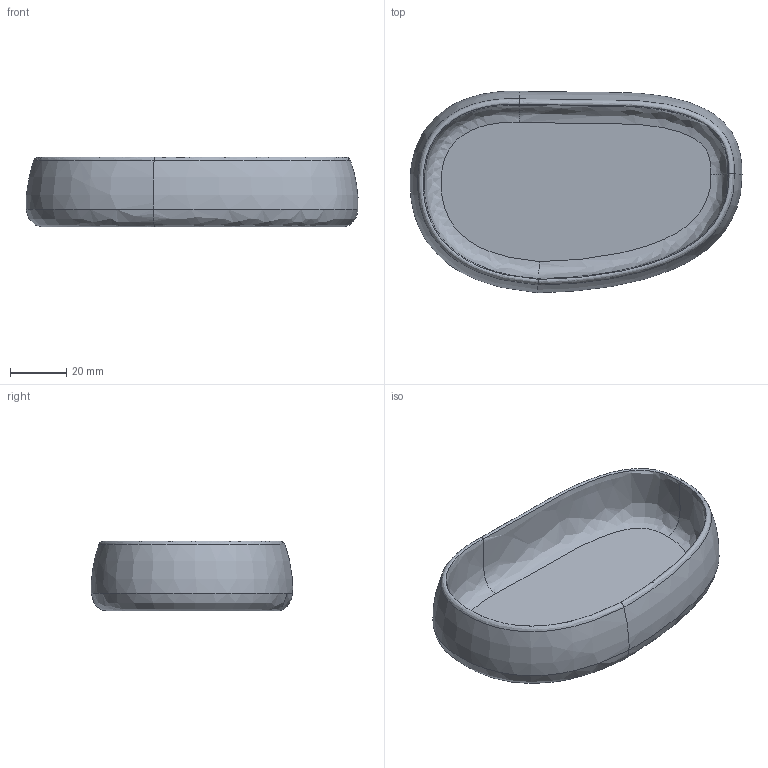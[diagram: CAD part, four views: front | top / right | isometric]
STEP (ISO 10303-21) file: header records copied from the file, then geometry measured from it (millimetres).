
FILE_DESCRIPTION(/* description */ ('STEP AP214'),/* implementation_level */ '2;1');
FILE_NAME(/* name */ '00203-P01-01_Galet_Small.stp',/* time_stamp */ '2020-11-19T15:07:24+01:00',/* author */ ('SørenNielsen'),/* organization */ (''),/* preprocessor_version */ 'ST-DEVELOPER v18.1',/* originating_system */ 'Autodesk Inventor 2021',/* authorisation */ '');
FILE_SCHEMA (('AUTOMOTIVE_DESIGN { 1 0 10303 214 3 1 1 }'));
Length unit declared in the file: millimetre
Products named in the file (1): 00203-P01-01_Small
Bounding box: 118.51 x 71.94 x 24.98 mm (x, y, z)
Volume: 54008.2 mm3; surface area: 25272.2 mm2
Topology: 1 solids, 1 shells, 14 faces, 29 edges, 17 vertices
Faces by surface type: bspline 12, plane 2
Entity records: 2754 total; most frequent: CARTESIAN_POINT 2518, ORIENTED_EDGE 58, EDGE_CURVE 29, B_SPLINE_CURVE_WITH_KNOTS 21, VERTEX_POINT 17, FACE_OUTER_BOUND 14, EDGE_LOOP 14, ADVANCED_FACE 14
